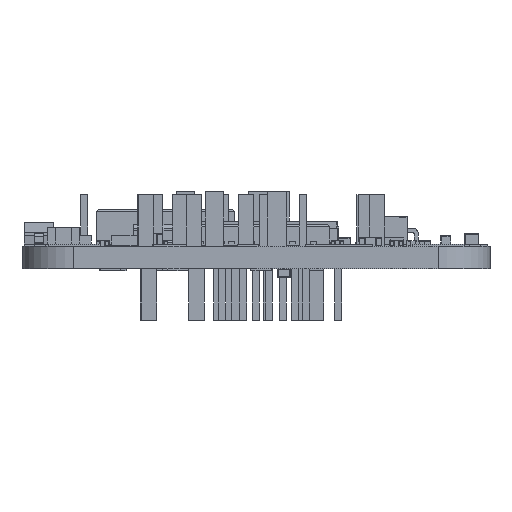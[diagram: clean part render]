
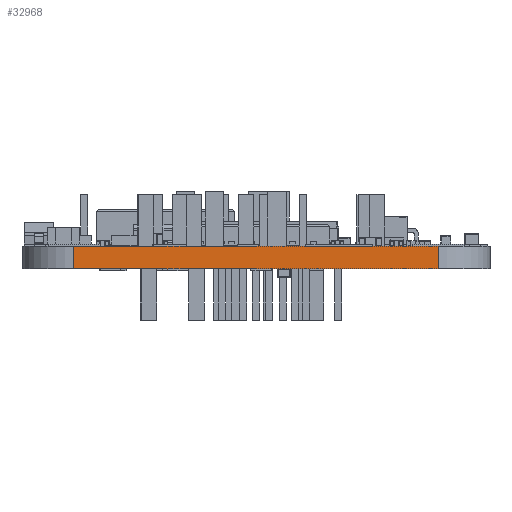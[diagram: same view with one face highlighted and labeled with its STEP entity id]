
A CAD part, front view. The second image highlights one B-rep face of the part: STEP entity #32968.
In plain terms, the highlighted planar face has unit normal (0, -1, 0).
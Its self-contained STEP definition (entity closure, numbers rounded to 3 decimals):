
#1931=PLANE('',#36089);
#3263=FACE_OUTER_BOUND('',#4958,.T.);
#4958=EDGE_LOOP('',(#23535,#23536,#23537,#23538));
#7814=LINE('',#50731,#10504);
#7815=LINE('',#50733,#10505);
#7816=LINE('',#50735,#10506);
#7817=LINE('',#50736,#10507);
#10504=VECTOR('',#41616,10.);
#10505=VECTOR('',#41617,10.);
#10506=VECTOR('',#41618,10.);
#10507=VECTOR('',#41619,10.);
#15331=VERTEX_POINT('',#50729);
#15332=VERTEX_POINT('',#50730);
#15333=VERTEX_POINT('',#50732);
#15334=VERTEX_POINT('',#50734);
#18708=EDGE_CURVE('',#15331,#15332,#7814,.T.);
#18709=EDGE_CURVE('',#15332,#15333,#7815,.T.);
#18710=EDGE_CURVE('',#15334,#15333,#7816,.T.);
#18711=EDGE_CURVE('',#15331,#15334,#7817,.T.);
#23535=ORIENTED_EDGE('',*,*,#18708,.T.);
#23536=ORIENTED_EDGE('',*,*,#18709,.T.);
#23537=ORIENTED_EDGE('',*,*,#18710,.F.);
#23538=ORIENTED_EDGE('',*,*,#18711,.F.);
#32968=ADVANCED_FACE('',(#3263),#1931,.T.);
#36089=AXIS2_PLACEMENT_3D('',#50728,#41614,#41615);
#41614=DIRECTION('center_axis',(0.,-1.,0.));
#41615=DIRECTION('ref_axis',(1.,0.,0.));
#41616=DIRECTION('',(1.,0.,0.));
#41617=DIRECTION('',(0.,0.,1.));
#41618=DIRECTION('',(1.,0.,0.));
#41619=DIRECTION('',(0.,0.,1.));
#50728=CARTESIAN_POINT('Origin',(2.54,0.,0.));
#50729=CARTESIAN_POINT('',(2.54,0.,0.));
#50730=CARTESIAN_POINT('',(20.32,0.,0.));
#50731=CARTESIAN_POINT('',(2.54,0.,0.));
#50732=CARTESIAN_POINT('',(20.32,0.,1.11));
#50733=CARTESIAN_POINT('',(20.32,0.,0.));
#50734=CARTESIAN_POINT('',(2.54,0.,1.11));
#50735=CARTESIAN_POINT('',(2.54,0.,1.11));
#50736=CARTESIAN_POINT('',(2.54,0.,0.));
